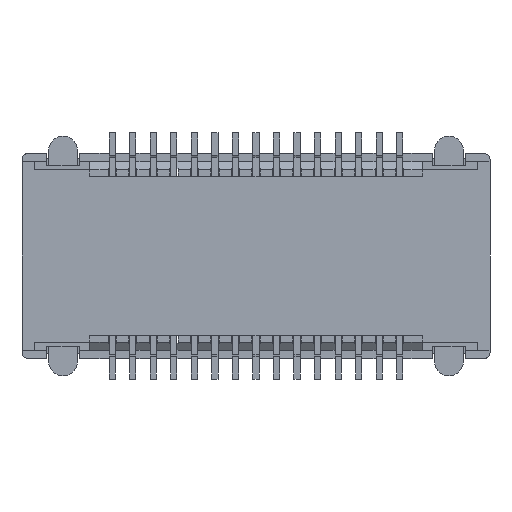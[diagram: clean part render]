
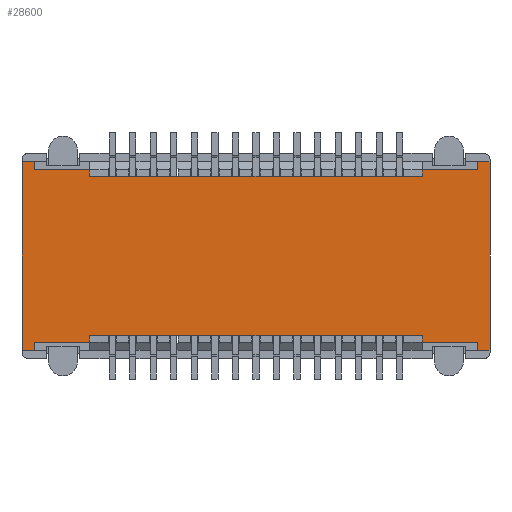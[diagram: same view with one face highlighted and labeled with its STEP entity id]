
A CAD part, front view. The second image highlights one B-rep face of the part: STEP entity #28600.
In plain terms, the highlighted planar face has unit normal (0, -1, 0).
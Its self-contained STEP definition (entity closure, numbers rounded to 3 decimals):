
#5762=DIRECTION('',(0.,0.,1.));
#5763=VECTOR('',#5762,0.158);
#5764=CARTESIAN_POINT('',(4.05,-0.75,-2.1));
#5765=LINE('',#5764,#5763);
#5766=DIRECTION('',(1.,0.,0.));
#5767=VECTOR('',#5766,8.1);
#5768=CARTESIAN_POINT('',(-4.05,-0.75,-1.942));
#5769=LINE('',#5768,#5767);
#5770=DIRECTION('',(0.,0.,1.));
#5771=VECTOR('',#5770,0.158);
#5772=CARTESIAN_POINT('',(-4.05,-0.75,-2.1));
#5773=LINE('',#5772,#5771);
#5774=DIRECTION('',(1.,0.,0.));
#5775=VECTOR('',#5774,1.35);
#5776=CARTESIAN_POINT('',(-5.4,-0.75,-2.1));
#5777=LINE('',#5776,#5775);
#5778=DIRECTION('',(0.,0.,1.));
#5779=VECTOR('',#5778,0.2);
#5780=CARTESIAN_POINT('',(-5.4,-0.75,-2.3));
#5781=LINE('',#5780,#5779);
#5782=DIRECTION('',(1.,0.,0.));
#5783=VECTOR('',#5782,0.3);
#5784=CARTESIAN_POINT('',(-5.7,-0.75,-2.3));
#5785=LINE('',#5784,#5783);
#5786=DIRECTION('',(0.,0.,-1.));
#5787=VECTOR('',#5786,4.6);
#5788=CARTESIAN_POINT('',(-5.7,-0.75,2.3));
#5789=LINE('',#5788,#5787);
#5790=DIRECTION('',(1.,0.,0.));
#5791=VECTOR('',#5790,0.3);
#5792=CARTESIAN_POINT('',(-5.7,-0.75,2.3));
#5793=LINE('',#5792,#5791);
#5794=DIRECTION('',(0.,0.,1.));
#5795=VECTOR('',#5794,0.2);
#5796=CARTESIAN_POINT('',(-5.4,-0.75,2.1));
#5797=LINE('',#5796,#5795);
#5798=DIRECTION('',(1.,0.,0.));
#5799=VECTOR('',#5798,1.35);
#5800=CARTESIAN_POINT('',(-5.4,-0.75,2.1));
#5801=LINE('',#5800,#5799);
#5802=DIRECTION('',(0.,0.,1.));
#5803=VECTOR('',#5802,0.158);
#5804=CARTESIAN_POINT('',(-4.05,-0.75,1.942));
#5805=LINE('',#5804,#5803);
#5806=DIRECTION('',(1.,0.,0.));
#5807=VECTOR('',#5806,8.1);
#5808=CARTESIAN_POINT('',(-4.05,-0.75,1.942));
#5809=LINE('',#5808,#5807);
#5810=DIRECTION('',(0.,0.,1.));
#5811=VECTOR('',#5810,0.158);
#5812=CARTESIAN_POINT('',(4.05,-0.75,1.942));
#5813=LINE('',#5812,#5811);
#5814=DIRECTION('',(1.,0.,0.));
#5815=VECTOR('',#5814,1.35);
#5816=CARTESIAN_POINT('',(4.05,-0.75,2.1));
#5817=LINE('',#5816,#5815);
#5818=DIRECTION('',(0.,0.,1.));
#5819=VECTOR('',#5818,0.2);
#5820=CARTESIAN_POINT('',(5.4,-0.75,2.1));
#5821=LINE('',#5820,#5819);
#5822=DIRECTION('',(1.,0.,0.));
#5823=VECTOR('',#5822,0.3);
#5824=CARTESIAN_POINT('',(5.4,-0.75,2.3));
#5825=LINE('',#5824,#5823);
#5826=DIRECTION('',(1.,0.,0.));
#5827=VECTOR('',#5826,0.3);
#5828=CARTESIAN_POINT('',(5.4,-0.75,-2.3));
#5829=LINE('',#5828,#5827);
#5830=DIRECTION('',(0.,0.,1.));
#5831=VECTOR('',#5830,0.2);
#5832=CARTESIAN_POINT('',(5.4,-0.75,-2.3));
#5833=LINE('',#5832,#5831);
#5834=DIRECTION('',(1.,0.,0.));
#5835=VECTOR('',#5834,1.35);
#5836=CARTESIAN_POINT('',(4.05,-0.75,-2.1));
#5837=LINE('',#5836,#5835);
#16207=DIRECTION('',(0.,0.,-1.));
#16208=VECTOR('',#16207,4.6);
#16209=CARTESIAN_POINT('',(5.7,-0.75,2.3));
#16210=LINE('',#16209,#16208);
#17105=CARTESIAN_POINT('',(-5.7,-0.75,2.3));
#17107=VERTEX_POINT('',#17105);
#17109=CARTESIAN_POINT('',(-5.7,-0.75,-2.3));
#17111=VERTEX_POINT('',#17109);
#17113=CARTESIAN_POINT('',(5.7,-0.75,2.3));
#17115=VERTEX_POINT('',#17113);
#17117=CARTESIAN_POINT('',(5.7,-0.75,-2.3));
#17119=VERTEX_POINT('',#17117);
#17121=CARTESIAN_POINT('',(5.4,-0.75,2.3));
#17123=VERTEX_POINT('',#17121);
#17125=CARTESIAN_POINT('',(5.4,-0.75,-2.3));
#17127=VERTEX_POINT('',#17125);
#17129=CARTESIAN_POINT('',(5.4,-0.75,2.1));
#17131=VERTEX_POINT('',#17129);
#17133=CARTESIAN_POINT('',(-5.4,-0.75,2.1));
#17135=VERTEX_POINT('',#17133);
#17140=CARTESIAN_POINT('',(5.4,-0.75,-2.1));
#17142=VERTEX_POINT('',#17140);
#17144=CARTESIAN_POINT('',(-5.4,-0.75,-2.1));
#17146=VERTEX_POINT('',#17144);
#17327=CARTESIAN_POINT('',(-5.4,-0.75,2.3));
#17328=VERTEX_POINT('',#17327);
#17330=CARTESIAN_POINT('',(-5.4,-0.75,-2.3));
#17332=VERTEX_POINT('',#17330);
#17341=CARTESIAN_POINT('',(4.05,-0.75,-2.1));
#17342=CARTESIAN_POINT('',(4.05,-0.75,-1.942));
#17343=VERTEX_POINT('',#17341);
#17344=VERTEX_POINT('',#17342);
#17345=CARTESIAN_POINT('',(4.05,-0.75,1.942));
#17346=CARTESIAN_POINT('',(4.05,-0.75,2.1));
#17347=VERTEX_POINT('',#17345);
#17348=VERTEX_POINT('',#17346);
#17349=CARTESIAN_POINT('',(-4.05,-0.75,-2.1));
#17350=CARTESIAN_POINT('',(-4.05,-0.75,-1.942));
#17351=VERTEX_POINT('',#17349);
#17352=VERTEX_POINT('',#17350);
#17353=CARTESIAN_POINT('',(-4.05,-0.75,1.942));
#17354=CARTESIAN_POINT('',(-4.05,-0.75,2.1));
#17355=VERTEX_POINT('',#17353);
#17356=VERTEX_POINT('',#17354);
#28560=CARTESIAN_POINT('',(-5.7,-0.75,2.5));
#28561=DIRECTION('',(0.,-1.,0.));
#28562=DIRECTION('',(1.,0.,0.));
#28563=AXIS2_PLACEMENT_3D('',#28560,#28561,#28562);
#28564=PLANE('',#28563);
#28565=ORIENTED_EDGE('',*,*,#28509,.T.);
#28567=ORIENTED_EDGE('',*,*,#28566,.F.);
#28569=ORIENTED_EDGE('',*,*,#28568,.F.);
#28571=ORIENTED_EDGE('',*,*,#28570,.F.);
#28573=ORIENTED_EDGE('',*,*,#28572,.F.);
#28574=ORIENTED_EDGE('',*,*,#28275,.F.);
#28576=ORIENTED_EDGE('',*,*,#28575,.F.);
#28577=ORIENTED_EDGE('',*,*,#27383,.T.);
#28579=ORIENTED_EDGE('',*,*,#28578,.F.);
#28581=ORIENTED_EDGE('',*,*,#28580,.T.);
#28583=ORIENTED_EDGE('',*,*,#28582,.F.);
#28584=ORIENTED_EDGE('',*,*,#26502,.T.);
#28585=ORIENTED_EDGE('',*,*,#28525,.T.);
#28587=ORIENTED_EDGE('',*,*,#28586,.T.);
#28589=ORIENTED_EDGE('',*,*,#28588,.T.);
#28590=ORIENTED_EDGE('',*,*,#27333,.T.);
#28592=ORIENTED_EDGE('',*,*,#28591,.T.);
#28593=ORIENTED_EDGE('',*,*,#28257,.F.);
#28595=ORIENTED_EDGE('',*,*,#28594,.T.);
#28597=ORIENTED_EDGE('',*,*,#28596,.F.);
#28598=EDGE_LOOP('',(#28565,#28567,#28569,#28571,#28573,#28574,#28576,#28577,
#28579,#28581,#28583,#28584,#28585,#28587,#28589,#28590,#28592,#28593,#28595,
#28597));
#28599=FACE_OUTER_BOUND('',#28598,.F.);
#28600=ADVANCED_FACE('',(#28599),#28564,.T.);
#26502=EDGE_CURVE('',#17355,#17347,#5809,.T.);
#27333=EDGE_CURVE('',#17123,#17115,#5825,.T.);
#27383=EDGE_CURVE('',#17107,#17328,#5793,.T.);
#28257=EDGE_CURVE('',#17127,#17119,#5829,.T.);
#28275=EDGE_CURVE('',#17111,#17332,#5785,.T.);
#28509=EDGE_CURVE('',#17343,#17344,#5765,.T.);
#28525=EDGE_CURVE('',#17347,#17348,#5813,.T.);
#28566=EDGE_CURVE('',#17352,#17344,#5769,.T.);
#28568=EDGE_CURVE('',#17351,#17352,#5773,.T.);
#28570=EDGE_CURVE('',#17146,#17351,#5777,.T.);
#28572=EDGE_CURVE('',#17332,#17146,#5781,.T.);
#28575=EDGE_CURVE('',#17107,#17111,#5789,.T.);
#28578=EDGE_CURVE('',#17135,#17328,#5797,.T.);
#28580=EDGE_CURVE('',#17135,#17356,#5801,.T.);
#28582=EDGE_CURVE('',#17355,#17356,#5805,.T.);
#28586=EDGE_CURVE('',#17348,#17131,#5817,.T.);
#28588=EDGE_CURVE('',#17131,#17123,#5821,.T.);
#28591=EDGE_CURVE('',#17115,#17119,#16210,.T.);
#28594=EDGE_CURVE('',#17127,#17142,#5833,.T.);
#28596=EDGE_CURVE('',#17343,#17142,#5837,.T.);
